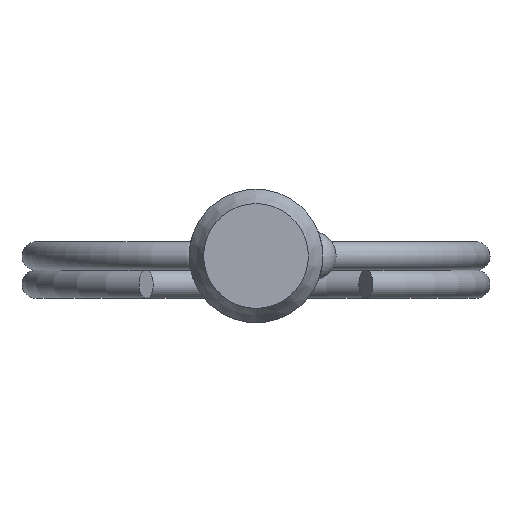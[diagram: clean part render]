
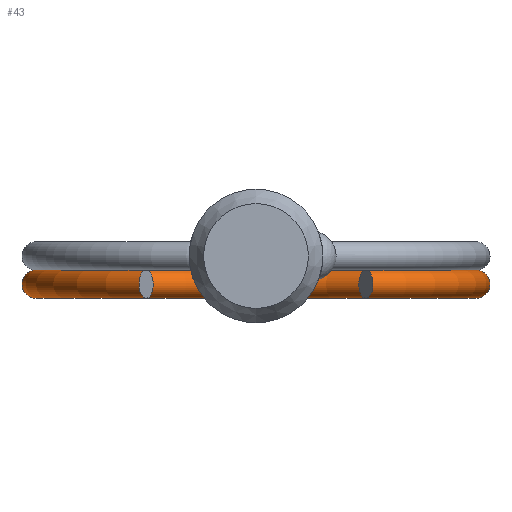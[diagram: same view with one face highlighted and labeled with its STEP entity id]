
A CAD part, front view. The second image highlights one B-rep face of the part: STEP entity #43.
In plain terms, the highlighted toroidal (fillet/blend) face has major radius 13.155 mm and minor radius 0.85 mm.
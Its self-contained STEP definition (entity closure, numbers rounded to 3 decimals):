
#43 = ADVANCED_FACE( '', ( #93, #94 ), #95, .T. );
#93 = FACE_BOUND( '', #153, .T. );
#94 = FACE_OUTER_BOUND( '', #154, .T. );
#95 = TOROIDAL_SURFACE( '', #155, 13.155, 0.85 );
#153 = VERTEX_LOOP( '', #214 );
#154 = EDGE_LOOP( '', ( #215, #216, #217, #218 ) );
#155 = AXIS2_PLACEMENT_3D( '', #219, #220, #221 );
#214 = VERTEX_POINT( '', #292 );
#215 = ORIENTED_EDGE( '', *, *, #289, .F. );
#216 = ORIENTED_EDGE( '', *, *, #293, .T. );
#217 = ORIENTED_EDGE( '', *, *, #294, .T. );
#218 = ORIENTED_EDGE( '', *, *, #295, .T. );
#219 = CARTESIAN_POINT( '', ( 0., 62., -1.69 ) );
#220 = DIRECTION( '', ( 0., 0., -1. ) );
#221 = DIRECTION( '', ( -1., 0., 0. ) );
#289 = EDGE_CURVE( '', #327, #328, #329, .T. );
#292 = CARTESIAN_POINT( '', ( -14.005, 62., -1.69 ) );
#293 = EDGE_CURVE( '', #327, #332, #333, .T. );
#294 = EDGE_CURVE( '', #332, #334, #335, .T. );
#295 = EDGE_CURVE( '', #334, #328, #336, .T. );
#327 = VERTEX_POINT( '', #515 );
#328 = VERTEX_POINT( '', #516 );
#329 = CIRCLE( '', #517, 0.85 );
#332 = VERTEX_POINT( '', #520 );
#333 = CIRCLE( '', #521, 13.063 );
#334 = VERTEX_POINT( '', #522 );
#335 = CIRCLE( '', #523, 0.85 );
#336 = CIRCLE( '', #524, 13.247 );
#515 = CARTESIAN_POINT( '', ( 6.531, 50.687, -0.845 ) );
#516 = CARTESIAN_POINT( '', ( 6.624, 50.528, -0.845 ) );
#517 = AXIS2_PLACEMENT_3D( '', #585, #586, #587 );
#520 = CARTESIAN_POINT( '', ( -6.531, 50.687, -0.845 ) );
#521 = AXIS2_PLACEMENT_3D( '', #591, #592, #593 );
#522 = CARTESIAN_POINT( '', ( -6.624, 50.528, -0.845 ) );
#523 = AXIS2_PLACEMENT_3D( '', #594, #595, #596 );
#524 = AXIS2_PLACEMENT_3D( '', #597, #598, #599 );
#585 = CARTESIAN_POINT( '', ( 6.578, 50.607, -1.69 ) );
#586 = DIRECTION( '', ( -0.866, -0.5, 0. ) );
#587 = DIRECTION( '', ( 0., 0., -1. ) );
#591 = CARTESIAN_POINT( '', ( 0., 62., -0.845 ) );
#592 = DIRECTION( '', ( 0., 0., 1. ) );
#593 = DIRECTION( '', ( 1., 0., 0. ) );
#594 = CARTESIAN_POINT( '', ( -6.578, 50.607, -1.69 ) );
#595 = DIRECTION( '', ( -0.866, 0.5, 0. ) );
#596 = DIRECTION( '', ( 0., 0., -1. ) );
#597 = CARTESIAN_POINT( '', ( 0., 62., -0.845 ) );
#598 = DIRECTION( '', ( 0., 0., -1. ) );
#599 = DIRECTION( '', ( -1., 0., 0. ) );
